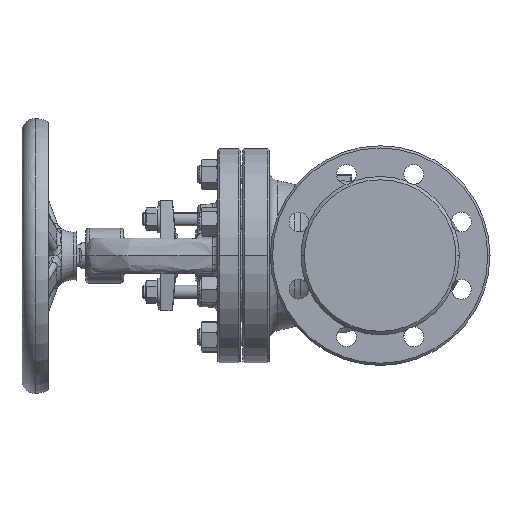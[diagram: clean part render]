
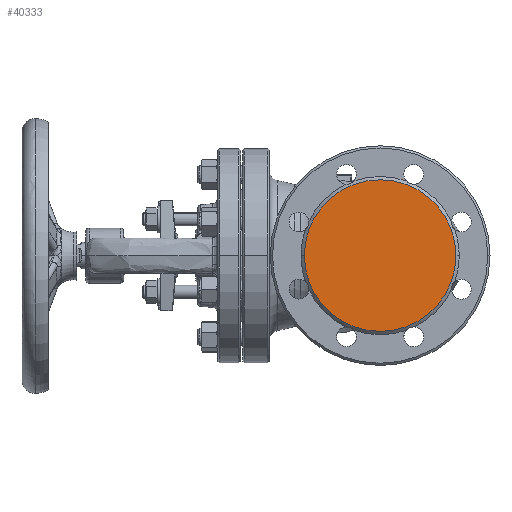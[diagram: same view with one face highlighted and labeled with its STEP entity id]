
A CAD part, left-side view. The second image highlights one B-rep face of the part: STEP entity #40333.
In plain terms, the highlighted planar face has unit normal (-1, 0, 0).
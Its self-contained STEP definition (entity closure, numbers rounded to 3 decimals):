
#62 = AXIS2_PLACEMENT_3D ( 'NONE', #17341, #46106, #21452 ) ;
#993 = CIRCLE ( 'NONE', #62, 69. ) ;
#3185 = CARTESIAN_POINT ( 'NONE',  ( -155., -69., 0. ) ) ;
#3990 = PLANE ( 'NONE',  #5805 ) ;
#4174 = CARTESIAN_POINT ( 'NONE',  ( -155., 0., 0. ) ) ;
#4185 = VERTEX_POINT ( 'NONE', #3185 ) ;
#4897 = EDGE_CURVE ( 'NONE', #41633, #4185, #993, .T. ) ;
#5805 = AXIS2_PLACEMENT_3D ( 'NONE', #4174, #33082, #8366 ) ;
#7282 = DIRECTION ( 'NONE',  ( 1., 0., 0. ) ) ;
#8366 = DIRECTION ( 'NONE',  ( 0., -1., 0. ) ) ;
#10567 = EDGE_LOOP ( 'NONE', ( #15150, #40028 ) ) ;
#15112 = FACE_OUTER_BOUND ( 'NONE', #10567, .T. ) ;
#15150 = ORIENTED_EDGE ( 'NONE', *, *, #4897, .F. ) ;
#17341 = CARTESIAN_POINT ( 'NONE',  ( -155., 0., 0. ) ) ;
#18765 = CIRCLE ( 'NONE', #49743, 69. ) ;
#21452 = DIRECTION ( 'NONE',  ( 0., 1., 0. ) ) ;
#31983 = CARTESIAN_POINT ( 'NONE',  ( -155., 0., 0. ) ) ;
#33082 = DIRECTION ( 'NONE',  ( -1., 0., 0. ) ) ;
#36131 = DIRECTION ( 'NONE',  ( 0., 1., 0. ) ) ;
#37825 = CARTESIAN_POINT ( 'NONE',  ( -155., 69., 0. ) ) ;
#40028 = ORIENTED_EDGE ( 'NONE', *, *, #42791, .F. ) ;
#40333 = ADVANCED_FACE ( 'NONE', ( #15112 ), #3990, .T. ) ;
#41633 = VERTEX_POINT ( 'NONE', #37825 ) ;
#42791 = EDGE_CURVE ( 'NONE', #4185, #41633, #18765, .T. ) ;
#46106 = DIRECTION ( 'NONE',  ( 1., 0., 0. ) ) ;
#49743 = AXIS2_PLACEMENT_3D ( 'NONE', #31983, #7282, #36131 ) ;
